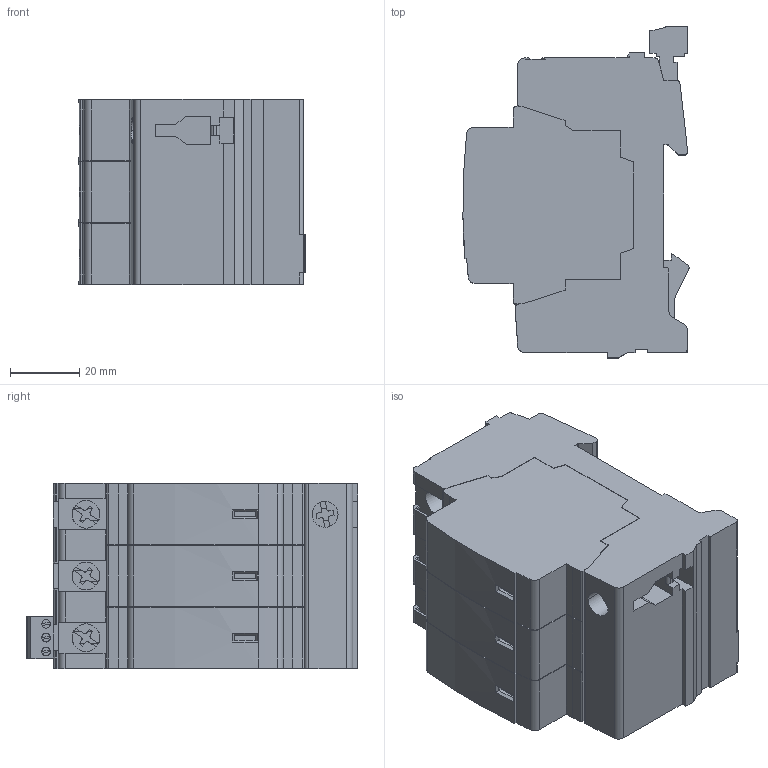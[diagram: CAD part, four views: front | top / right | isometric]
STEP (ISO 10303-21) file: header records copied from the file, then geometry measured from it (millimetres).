
FILE_DESCRIPTION((''),'2;1');
FILE_NAME('B80002108','2017-03-30T',('FRJEGUI'),(''),'CREO PARAMETRIC BY PTC INC, 2016380','CREO PARAMETRIC BY PTC INC, 2016380','');
FILE_SCHEMA(('CONFIG_CONTROL_DESIGN'));
Length unit declared in the file: millimetre
Products named in the file (1): B80002108
Bounding box: 65.27 x 95.8 x 53.4 mm (x, y, z)
Volume: 230159.4 mm3; surface area: 41434.1 mm2
Topology: 1 solids, 1 shells, 537 faces, 1548 edges, 1018 vertices
Faces by surface type: plane 452, cylinder 79, cone 6
Entity records: 17573 total; most frequent: CARTESIAN_POINT 3278, ORIENTED_EDGE 3096, DIRECTION 2800, EDGE_CURVE 1548, VECTOR 1330, LINE 1330, VERTEX_POINT 1018, AXIS2_PLACEMENT_3D 735
